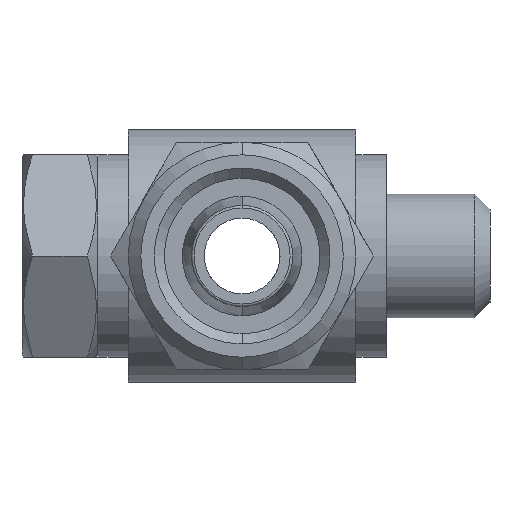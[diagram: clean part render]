
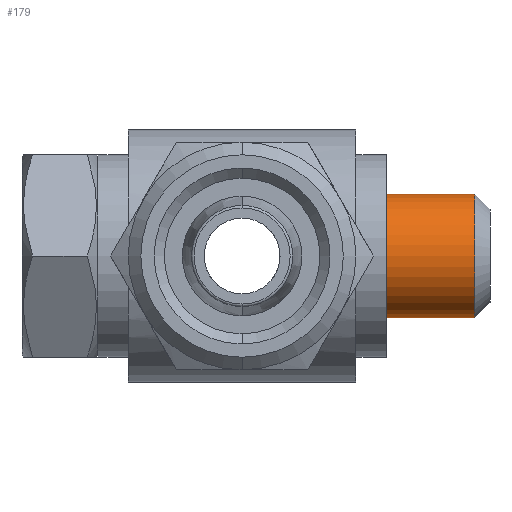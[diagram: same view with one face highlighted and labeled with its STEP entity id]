
A CAD part, left-side view. The second image highlights one B-rep face of the part: STEP entity #179.
In plain terms, the highlighted cylindrical face has radius 2.45 mm (diameter 4.9 mm), a partial arc.
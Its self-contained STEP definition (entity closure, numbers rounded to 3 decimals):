
#179 = ADVANCED_FACE ( 'NONE', ( #1518 ), #1519, .T. ) ;
#254 = EDGE_CURVE ( 'NONE', #673, #683, #4216, .T. ) ;
#257 = EDGE_CURVE ( 'NONE', #667, #663, #4192, .T. ) ;
#663 = VERTEX_POINT ( 'NONE', #2911 ) ;
#667 = VERTEX_POINT ( 'NONE', #2915 ) ;
#673 = VERTEX_POINT ( 'NONE', #2921 ) ;
#683 = VERTEX_POINT ( 'NONE', #2931 ) ;
#841 = EDGE_LOOP ( 'NONE', ( #1026, #1027, #1028, #1025 ) ) ;
#1025 = ORIENTED_EDGE ( 'NONE', *, *, #4299, .F. ) ;
#1026 = ORIENTED_EDGE ( 'NONE', *, *, #254, .F. ) ;
#1027 = ORIENTED_EDGE ( 'NONE', *, *, #4295, .T. ) ;
#1028 = ORIENTED_EDGE ( 'NONE', *, *, #257, .T. ) ;
#1518 = FACE_OUTER_BOUND ( 'NONE', #841, .T. ) ;
#1519 = CYLINDRICAL_SURFACE ( 'NONE', #3761, 2.45 ) ;
#2151 = CARTESIAN_POINT ( 'NONE',  ( 0., 36.035, 0. ) ) ;
#2152 = DIRECTION ( 'NONE',  ( 0., 1., 0. ) ) ;
#2153 = DIRECTION ( 'NONE',  ( 0., 0., 1. ) ) ;
#2839 = CARTESIAN_POINT ( 'NONE',  ( 0., 36.035, -2.45 ) ) ;
#2840 = DIRECTION ( 'NONE',  ( 0., 1., 0. ) ) ;
#2847 = CARTESIAN_POINT ( 'NONE',  ( 0., 36.035, 2.45 ) ) ;
#2848 = DIRECTION ( 'NONE',  ( 0., 1., 0. ) ) ;
#2911 = CARTESIAN_POINT ( 'NONE',  ( 0., 4.1, 2.45 ) ) ;
#2915 = CARTESIAN_POINT ( 'NONE',  ( 0., 0.6, 2.45 ) ) ;
#2921 = CARTESIAN_POINT ( 'NONE',  ( 0., 0.6, -2.45 ) ) ;
#2931 = CARTESIAN_POINT ( 'NONE',  ( 0., 4.1, -2.45 ) ) ;
#3513 = CARTESIAN_POINT ( 'NONE',  ( 0., 0.6, 0. ) ) ;
#3514 = DIRECTION ( 'NONE',  ( 0., 1., 0. ) ) ;
#3515 = DIRECTION ( 'NONE',  ( 0., 0., 1. ) ) ;
#3527 = CARTESIAN_POINT ( 'NONE',  ( 0., 4.1, 0. ) ) ;
#3528 = DIRECTION ( 'NONE',  ( 0., 1., 0. ) ) ;
#3529 = DIRECTION ( 'NONE',  ( -1., 0., 0. ) ) ;
#3761 = AXIS2_PLACEMENT_3D ( 'NONE', #2151, #2152, #2153 ) ;
#3976 = VECTOR ( 'NONE', #2840, 1000. ) ;
#3979 = VECTOR ( 'NONE', #2848, 1000. ) ;
#4101 = CIRCLE ( 'NONE', #4107, 2.45 ) ;
#4107 = AXIS2_PLACEMENT_3D ( 'NONE', #3513, #3514, #3515 ) ;
#4110 = CIRCLE ( 'NONE', #4113, 2.45 ) ;
#4113 = AXIS2_PLACEMENT_3D ( 'NONE', #3527, #3528, #3529 ) ;
#4192 = LINE ( 'NONE', #2847, #3979 ) ;
#4216 = LINE ( 'NONE', #2839, #3976 ) ;
#4295 = EDGE_CURVE ( 'NONE', #673, #667, #4101, .T. ) ;
#4299 = EDGE_CURVE ( 'NONE', #683, #663, #4110, .T. ) ;
